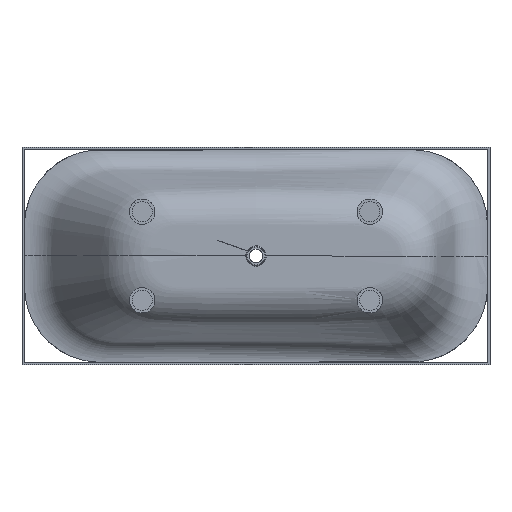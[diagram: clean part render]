
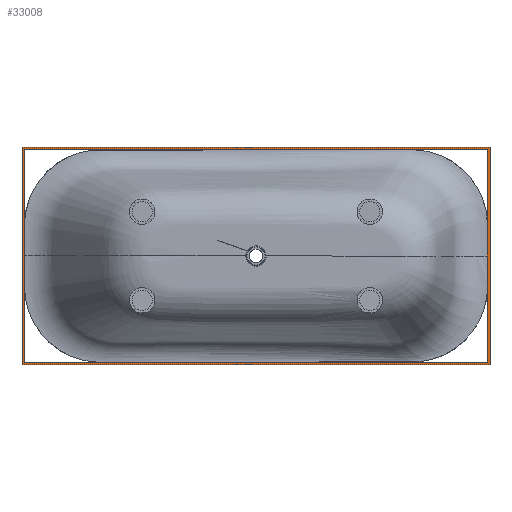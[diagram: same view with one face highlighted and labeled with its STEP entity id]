
A CAD part, front view. The second image highlights one B-rep face of the part: STEP entity #33008.
In plain terms, the highlighted planar face has unit normal (0, -1, 0).
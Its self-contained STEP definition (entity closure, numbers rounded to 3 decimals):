
#1322 = LINE ( 'NONE', #89168, #97931 ) ;
#1612 = CARTESIAN_POINT ( 'NONE',  ( 925., -10., -430. ) ) ;
#2493 = VECTOR ( 'NONE', #86721, 1000. ) ;
#4194 = CARTESIAN_POINT ( 'NONE',  ( 925., -10., 430. ) ) ;
#4248 = VECTOR ( 'NONE', #19791, 1000. ) ;
#5014 = DIRECTION ( 'NONE',  ( 0., 0., 1. ) ) ;
#8480 = ORIENTED_EDGE ( 'NONE', *, *, #61499, .F. ) ;
#8994 = DIRECTION ( 'NONE',  ( 0., -1., 0. ) ) ;
#10403 = CARTESIAN_POINT ( 'NONE',  ( -915., -10., 420. ) ) ;
#10720 = VECTOR ( 'NONE', #92446, 1000. ) ;
#10971 = ORIENTED_EDGE ( 'NONE', *, *, #101546, .T. ) ;
#11013 = PLANE ( 'NONE',  #94298 ) ;
#13150 = VERTEX_POINT ( 'NONE', #28319 ) ;
#13843 = EDGE_CURVE ( 'NONE', #66071, #83404, #24404, .T. ) ;
#19791 = DIRECTION ( 'NONE',  ( 1., 0., 0. ) ) ;
#20402 = DIRECTION ( 'NONE',  ( 0., 0., -1. ) ) ;
#23236 = LINE ( 'NONE', #61035, #45188 ) ;
#23445 = CARTESIAN_POINT ( 'NONE',  ( -925., -10., 430. ) ) ;
#23472 = VERTEX_POINT ( 'NONE', #52780 ) ;
#24404 = LINE ( 'NONE', #36029, #2493 ) ;
#28319 = CARTESIAN_POINT ( 'NONE',  ( -925., -10., 430. ) ) ;
#30789 = CARTESIAN_POINT ( 'NONE',  ( 915., -10., 420. ) ) ;
#33008 = ADVANCED_FACE ( 'NONE', ( #56593, #59527 ), #11013, .T. ) ;
#36029 = CARTESIAN_POINT ( 'NONE',  ( 915., -10., -420. ) ) ;
#36463 = CARTESIAN_POINT ( 'NONE',  ( 915., -10., -420. ) ) ;
#41112 = ORIENTED_EDGE ( 'NONE', *, *, #50741, .F. ) ;
#45188 = VECTOR ( 'NONE', #5014, 1000. ) ;
#45764 = EDGE_LOOP ( 'NONE', ( #117689, #41112, #48410, #8480 ) ) ;
#48410 = ORIENTED_EDGE ( 'NONE', *, *, #75633, .F. ) ;
#49550 = CARTESIAN_POINT ( 'NONE',  ( -925., -10., -430. ) ) ;
#49782 = VERTEX_POINT ( 'NONE', #66819 ) ;
#50741 = EDGE_CURVE ( 'NONE', #92798, #49782, #100466, .T. ) ;
#52780 = CARTESIAN_POINT ( 'NONE',  ( -915., -10., 420. ) ) ;
#54186 = LINE ( 'NONE', #23445, #58546 ) ;
#55286 = CARTESIAN_POINT ( 'NONE',  ( -915., -10., -420. ) ) ;
#56593 = FACE_BOUND ( 'NONE', #99611, .T. ) ;
#57531 = LINE ( 'NONE', #55286, #10720 ) ;
#57835 = CARTESIAN_POINT ( 'NONE',  ( 925., -10., -430. ) ) ;
#58546 = VECTOR ( 'NONE', #88830, 1000. ) ;
#59527 = FACE_OUTER_BOUND ( 'NONE', #45764, .T. ) ;
#59657 = VERTEX_POINT ( 'NONE', #49550 ) ;
#61035 = CARTESIAN_POINT ( 'NONE',  ( -915., -10., -420. ) ) ;
#61499 = EDGE_CURVE ( 'NONE', #59657, #13150, #116393, .T. ) ;
#66071 = VERTEX_POINT ( 'NONE', #30789 ) ;
#66819 = CARTESIAN_POINT ( 'NONE',  ( 925., -10., -430. ) ) ;
#67218 = DIRECTION ( 'NONE',  ( 0., 0., -1. ) ) ;
#68296 = CARTESIAN_POINT ( 'NONE',  ( -915., -10., -420. ) ) ;
#71140 = VERTEX_POINT ( 'NONE', #68296 ) ;
#72651 = ORIENTED_EDGE ( 'NONE', *, *, #106938, .T. ) ;
#75633 = EDGE_CURVE ( 'NONE', #13150, #92798, #54186, .T. ) ;
#82965 = ORIENTED_EDGE ( 'NONE', *, *, #13843, .T. ) ;
#83404 = VERTEX_POINT ( 'NONE', #36463 ) ;
#84208 = EDGE_CURVE ( 'NONE', #83404, #71140, #57531, .T. ) ;
#86721 = DIRECTION ( 'NONE',  ( 0., 0., -1. ) ) ;
#88830 = DIRECTION ( 'NONE',  ( 1., 0., 0. ) ) ;
#89168 = CARTESIAN_POINT ( 'NONE',  ( -925., -10., -430. ) ) ;
#90313 = DIRECTION ( 'NONE',  ( 0., 0., 1. ) ) ;
#91504 = VECTOR ( 'NONE', #90313, 1000. ) ;
#91676 = VECTOR ( 'NONE', #67218, 1000. ) ;
#92446 = DIRECTION ( 'NONE',  ( -1., 0., 0. ) ) ;
#92798 = VERTEX_POINT ( 'NONE', #4194 ) ;
#94298 = AXIS2_PLACEMENT_3D ( 'NONE', #1612, #8994, #20402 ) ;
#97931 = VECTOR ( 'NONE', #98965, 1000. ) ;
#98681 = EDGE_CURVE ( 'NONE', #49782, #59657, #1322, .T. ) ;
#98965 = DIRECTION ( 'NONE',  ( -1., 0., 0. ) ) ;
#99611 = EDGE_LOOP ( 'NONE', ( #72651, #10971, #82965, #113994 ) ) ;
#99718 = CARTESIAN_POINT ( 'NONE',  ( -925., -10., -430. ) ) ;
#100466 = LINE ( 'NONE', #57835, #91676 ) ;
#101546 = EDGE_CURVE ( 'NONE', #23472, #66071, #112492, .T. ) ;
#106938 = EDGE_CURVE ( 'NONE', #71140, #23472, #23236, .T. ) ;
#112492 = LINE ( 'NONE', #10403, #4248 ) ;
#113994 = ORIENTED_EDGE ( 'NONE', *, *, #84208, .T. ) ;
#116393 = LINE ( 'NONE', #99718, #91504 ) ;
#117689 = ORIENTED_EDGE ( 'NONE', *, *, #98681, .F. ) ;
